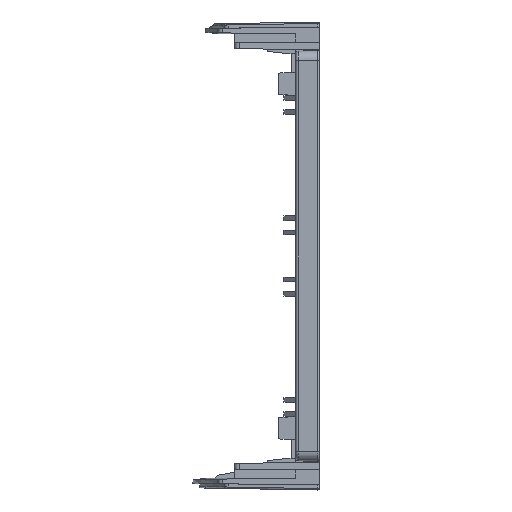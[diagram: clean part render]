
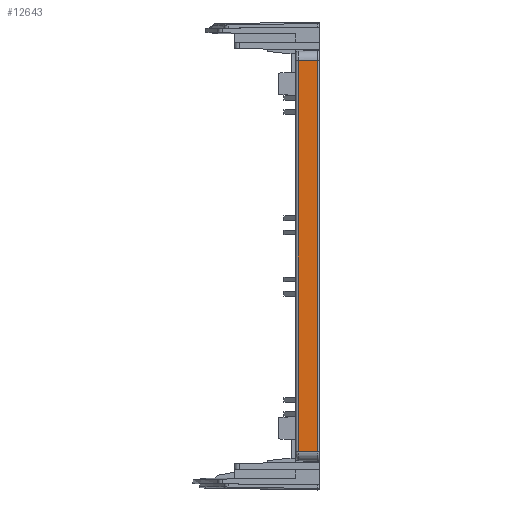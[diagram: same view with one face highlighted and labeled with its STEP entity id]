
A CAD part, left-side view. The second image highlights one B-rep face of the part: STEP entity #12643.
In plain terms, the highlighted planar face has unit normal (-1, 0.018, 0).
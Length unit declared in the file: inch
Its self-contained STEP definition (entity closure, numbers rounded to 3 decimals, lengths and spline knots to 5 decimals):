
#645=LINE('',#21739,#1835);
#777=LINE('',#23485,#1967);
#1049=LINE('',#25655,#2239);
#1050=LINE('',#25656,#2240);
#1835=VECTOR('',#14937,3.26732);
#1967=VECTOR('',#15321,0.16554);
#2239=VECTOR('',#15937,0.16554);
#2240=VECTOR('',#15938,3.26154);
#2921=PLANE('',#13642);
#3473=FACE_OUTER_BOUND('',#4233,.T.);
#4233=EDGE_LOOP('',(#10186,#10187,#10188,#10189));
#5555=VERTEX_POINT('',#20803);
#5727=VERTEX_POINT('',#21738);
#5888=VERTEX_POINT('',#23484);
#6144=VERTEX_POINT('',#25654);
#7057=EDGE_CURVE('',#5555,#5727,#645,.T.);
#7282=EDGE_CURVE('',#5555,#5888,#777,.T.);
#7662=EDGE_CURVE('',#5727,#6144,#1049,.T.);
#7663=EDGE_CURVE('',#5888,#6144,#1050,.T.);
#10186=ORIENTED_EDGE('',*,*,#7662,.F.);
#10187=ORIENTED_EDGE('',*,*,#7057,.F.);
#10188=ORIENTED_EDGE('',*,*,#7282,.T.);
#10189=ORIENTED_EDGE('',*,*,#7663,.T.);
#12643=ADVANCED_FACE('',(#3473),#2921,.T.);
#13642=AXIS2_PLACEMENT_3D('',#25653,#15935,#15936);
#14937=DIRECTION('',(0.,0.,-1.));
#15321=DIRECTION('',(0.017,1.,-0.017));
#15935=DIRECTION('center_axis',(-1.,0.017,0.));
#15936=DIRECTION('ref_axis',(0.,0.,1.));
#15937=DIRECTION('',(0.017,1.,0.017));
#15938=DIRECTION('',(0.,0.,-1.));
#20803=CARTESIAN_POINT('',(-2.24979,-0.18483,1.63366));
#21738=CARTESIAN_POINT('',(-2.24979,-0.18483,-1.63366));
#21739=CARTESIAN_POINT('',(-2.24979,-0.18483,1.63366));
#23484=CARTESIAN_POINT('',(-2.2469,-0.01934,1.63077));
#23485=CARTESIAN_POINT('',(-2.24979,-0.18483,1.63366));
#25653=CARTESIAN_POINT('Origin',(-2.25,-0.19685,-1.81324));
#25654=CARTESIAN_POINT('',(-2.2469,-0.01934,-1.63077));
#25655=CARTESIAN_POINT('',(-2.24979,-0.18483,-1.63366));
#25656=CARTESIAN_POINT('',(-2.2469,-0.01934,1.63077));
